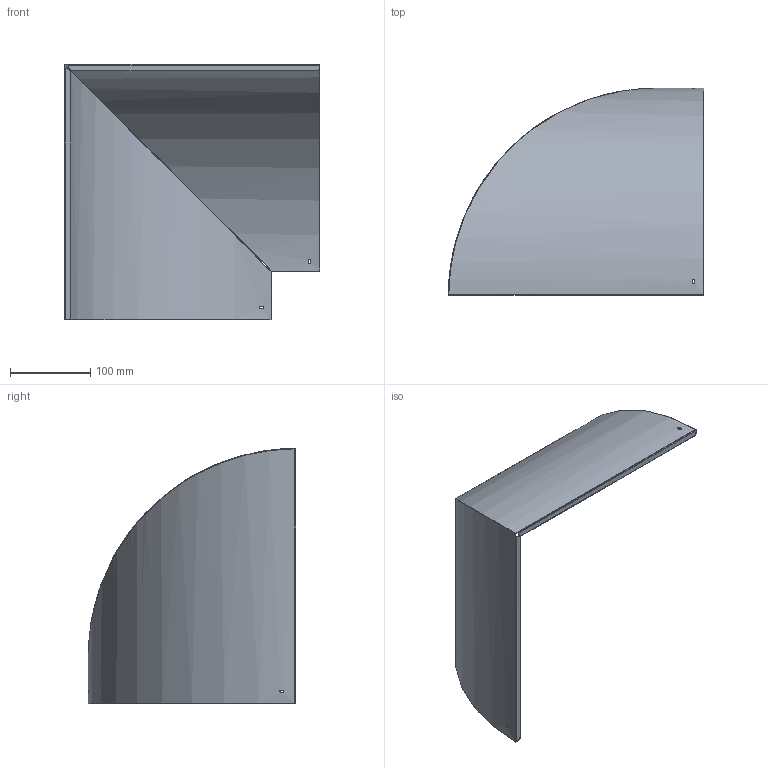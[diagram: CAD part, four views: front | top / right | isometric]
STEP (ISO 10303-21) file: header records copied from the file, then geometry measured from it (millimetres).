
FILE_DESCRIPTION((''),'2;1');
FILE_NAME('MF50006.stp','2014-03-06T08:21:53',(''),(''),'Autodesk Inventor 2013','Autodesk Inventor 2013','');
FILE_SCHEMA(('AUTOMOTIVE_DESIGN { 1 2 10303 214 0 1 1 1 }'));
Length unit declared in the file: millimetre
Products named in the file (3): MF50006; 115045; 115044
Assembly tree (2 placements, depth 2):
  MF50006
    115045
    115044
Bounding box: 317.7 x 258.2 x 317.6 mm (x, y, z)
Volume: 93107.6 mm3; surface area: 373708.7 mm2
Topology: 2 solids, 2 shells, 83 faces, 203 edges, 124 vertices
Faces by surface type: plane 39, cylinder 26, bspline 18
Entity records: 3262 total; most frequent: CARTESIAN_POINT 1340, ORIENTED_EDGE 406, DIRECTION 341, EDGE_CURVE 203, VERTEX_POINT 124, AXIS2_PLACEMENT_3D 116, VECTOR 109, LINE 109
